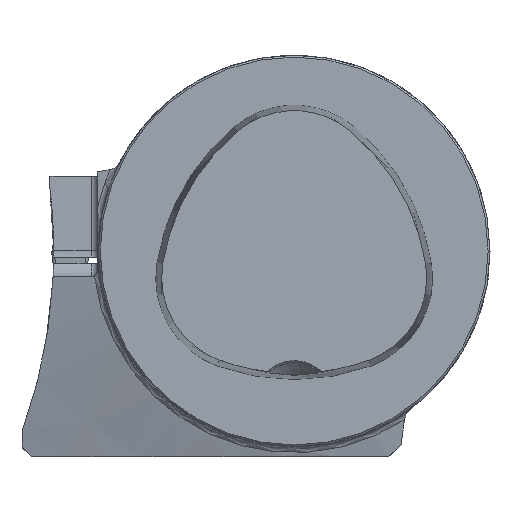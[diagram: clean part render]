
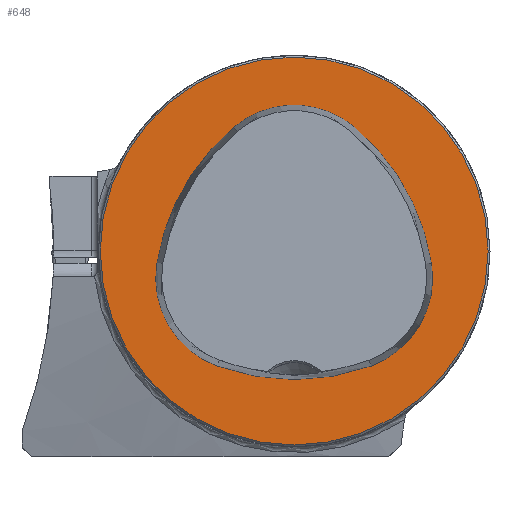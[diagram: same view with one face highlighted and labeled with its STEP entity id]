
A CAD part, top view. The second image highlights one B-rep face of the part: STEP entity #648.
In plain terms, the highlighted planar face has unit normal (0, 0, 1).
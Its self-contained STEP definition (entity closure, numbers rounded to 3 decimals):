
#108=FACE_BOUND('',#899,.T.);
#109=FACE_BOUND('',#900,.T.);
#192=PLANE('',#2430);
#648=ADVANCED_FACE('CU_FL_N1_SU_1',(#108,#109),#192,.T.);
#899=EDGE_LOOP('',(#1275,#1276,#1277,#1278,#1279,#1280));
#900=EDGE_LOOP('',(#1281));
#1008=CIRCLE('',#2421,36.075);
#1010=CIRCLE('',#2424,36.075);
#1011=CIRCLE('',#2425,15.075);
#1012=CIRCLE('',#2426,36.075);
#1013=CIRCLE('',#2427,15.075);
#1014=CIRCLE('',#2428,15.075);
#1015=CIRCLE('',#2429,31.2);
#1275=ORIENTED_EDGE('',*,*,#2082,.F.);
#1276=ORIENTED_EDGE('',*,*,#2083,.F.);
#1277=ORIENTED_EDGE('',*,*,#2084,.F.);
#1278=ORIENTED_EDGE('',*,*,#2085,.F.);
#1279=ORIENTED_EDGE('',*,*,#2079,.F.);
#1280=ORIENTED_EDGE('',*,*,#2086,.F.);
#1281=ORIENTED_EDGE('',*,*,#2087,.T.);
#1829=VERTEX_POINT('',#3954);
#1830=VERTEX_POINT('',#3956);
#1832=VERTEX_POINT('',#3962);
#1833=VERTEX_POINT('',#3963);
#1834=VERTEX_POINT('',#3965);
#1835=VERTEX_POINT('',#3967);
#1836=VERTEX_POINT('',#3971);
#2079=EDGE_CURVE('',#1829,#1830,#1008,.T.);
#2082=EDGE_CURVE('',#1832,#1833,#1010,.T.);
#2083=EDGE_CURVE('',#1834,#1832,#1011,.T.);
#2084=EDGE_CURVE('',#1835,#1834,#1012,.T.);
#2085=EDGE_CURVE('',#1830,#1835,#1013,.T.);
#2086=EDGE_CURVE('',#1833,#1829,#1014,.T.);
#2087=EDGE_CURVE('',#1836,#1836,#1015,.T.);
#2421=AXIS2_PLACEMENT_3D('',#3955,#2785,#2786);
#2424=AXIS2_PLACEMENT_3D('',#3961,#2792,#2793);
#2425=AXIS2_PLACEMENT_3D('',#3964,#2794,#2795);
#2426=AXIS2_PLACEMENT_3D('',#3966,#2796,#2797);
#2427=AXIS2_PLACEMENT_3D('',#3968,#2798,#2799);
#2428=AXIS2_PLACEMENT_3D('',#3969,#2800,#2801);
#2429=AXIS2_PLACEMENT_3D('',#3970,#2802,#2803);
#2430=AXIS2_PLACEMENT_3D('',#3972,#2804,#2805);
#2785=DIRECTION('',(0.,0.,1.));
#2786=DIRECTION('',(1.,0.,0.));
#2792=DIRECTION('',(0.,0.,1.));
#2793=DIRECTION('',(1.,0.,0.));
#2794=DIRECTION('',(0.,0.,1.));
#2795=DIRECTION('',(1.,0.,0.));
#2796=DIRECTION('',(0.,0.,1.));
#2797=DIRECTION('',(1.,0.,0.));
#2798=DIRECTION('',(0.,0.,1.));
#2799=DIRECTION('',(1.,0.,0.));
#2800=DIRECTION('',(0.,0.,1.));
#2801=DIRECTION('',(1.,0.,0.));
#2802=DIRECTION('',(0.,0.,1.));
#2803=DIRECTION('',(1.,0.,0.));
#2804=DIRECTION('',(0.,0.,1.));
#2805=DIRECTION('',(1.,0.,0.));
#3954=CARTESIAN_POINT('',(-12.368,-18.489,0.));
#3955=CARTESIAN_POINT('',(0.,15.4,0.));
#3956=CARTESIAN_POINT('',(12.368,-18.489,0.));
#3961=CARTESIAN_POINT('',(13.535,-7.656,0.));
#3962=CARTESIAN_POINT('',(-9.716,19.927,0.));
#3963=CARTESIAN_POINT('',(-22.084,-1.937,0.));
#3964=CARTESIAN_POINT('',(0.,8.4,0.));
#3965=CARTESIAN_POINT('',(9.716,19.927,0.));
#3966=CARTESIAN_POINT('',(-13.535,-7.656,0.));
#3967=CARTESIAN_POINT('',(22.084,-1.937,0.));
#3968=CARTESIAN_POINT('',(7.2,-4.327,0.));
#3969=CARTESIAN_POINT('',(-7.2,-4.327,0.));
#3970=CARTESIAN_POINT('',(0.,0.,0.));
#3971=CARTESIAN_POINT('',(31.2,0.,0.));
#3972=CARTESIAN_POINT('',(0.,0.,0.));
